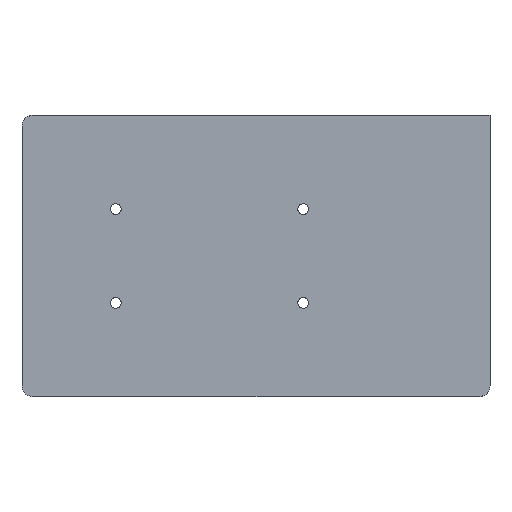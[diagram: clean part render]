
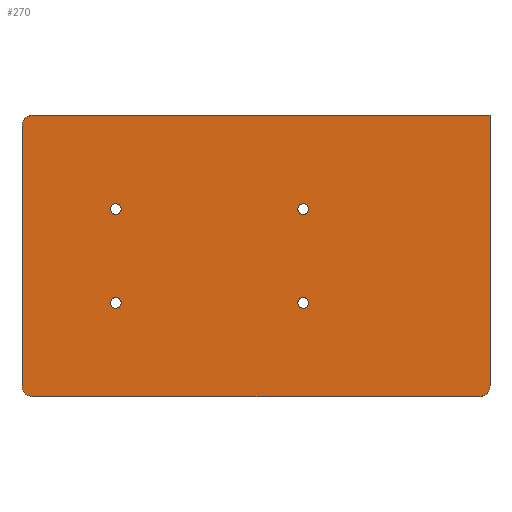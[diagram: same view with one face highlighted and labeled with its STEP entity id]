
A CAD part, top view. The second image highlights one B-rep face of the part: STEP entity #270.
In plain terms, the highlighted planar face has unit normal (0, 0, 1).
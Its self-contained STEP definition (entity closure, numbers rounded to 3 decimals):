
#19=FACE_BOUND('',#59,.T.);
#20=FACE_BOUND('',#60,.T.);
#21=FACE_BOUND('',#61,.T.);
#22=FACE_BOUND('',#62,.T.);
#28=PLANE('',#314);
#41=FACE_OUTER_BOUND('',#58,.T.);
#58=EDGE_LOOP('',(#240,#241,#242,#243,#244,#245,#246));
#59=EDGE_LOOP('',(#247));
#60=EDGE_LOOP('',(#248));
#61=EDGE_LOOP('',(#249));
#62=EDGE_LOOP('',(#250));
#73=LINE('',#450,#92);
#76=LINE('',#458,#95);
#78=LINE('',#462,#97);
#81=LINE('',#469,#100);
#92=VECTOR('',#371,10.);
#95=VECTOR('',#380,10.);
#97=VECTOR('',#384,10.);
#100=VECTOR('',#393,10.);
#101=CIRCLE('',#286,1.1);
#103=CIRCLE('',#289,1.1);
#105=CIRCLE('',#292,1.1);
#107=CIRCLE('',#295,1.1);
#115=CIRCLE('',#305,2.2);
#116=CIRCLE('',#308,2.2);
#117=CIRCLE('',#312,2.2);
#118=VERTEX_POINT('',#398);
#120=VERTEX_POINT('',#404);
#122=VERTEX_POINT('',#410);
#124=VERTEX_POINT('',#416);
#136=VERTEX_POINT('',#443);
#137=VERTEX_POINT('',#444);
#138=VERTEX_POINT('',#449);
#139=VERTEX_POINT('',#453);
#140=VERTEX_POINT('',#457);
#141=VERTEX_POINT('',#461);
#142=VERTEX_POINT('',#465);
#143=EDGE_CURVE('',#118,#118,#101,.T.);
#146=EDGE_CURVE('',#120,#120,#103,.T.);
#149=EDGE_CURVE('',#122,#122,#105,.T.);
#152=EDGE_CURVE('',#124,#124,#107,.T.);
#165=EDGE_CURVE('',#136,#137,#115,.T.);
#168=EDGE_CURVE('',#137,#138,#73,.T.);
#170=EDGE_CURVE('',#138,#139,#116,.T.);
#172=EDGE_CURVE('',#139,#140,#76,.T.);
#174=EDGE_CURVE('',#141,#136,#78,.T.);
#176=EDGE_CURVE('',#142,#141,#117,.T.);
#178=EDGE_CURVE('',#140,#142,#81,.T.);
#240=ORIENTED_EDGE('',*,*,#172,.F.);
#241=ORIENTED_EDGE('',*,*,#170,.F.);
#242=ORIENTED_EDGE('',*,*,#168,.F.);
#243=ORIENTED_EDGE('',*,*,#165,.F.);
#244=ORIENTED_EDGE('',*,*,#174,.F.);
#245=ORIENTED_EDGE('',*,*,#176,.F.);
#246=ORIENTED_EDGE('',*,*,#178,.F.);
#247=ORIENTED_EDGE('',*,*,#143,.T.);
#248=ORIENTED_EDGE('',*,*,#146,.T.);
#249=ORIENTED_EDGE('',*,*,#149,.T.);
#250=ORIENTED_EDGE('',*,*,#152,.T.);
#270=ADVANCED_FACE('',(#41,#19,#20,#21,#22),#28,.F.);
#286=AXIS2_PLACEMENT_3D('',#399,#319,#320);
#289=AXIS2_PLACEMENT_3D('',#405,#326,#327);
#292=AXIS2_PLACEMENT_3D('',#411,#333,#334);
#295=AXIS2_PLACEMENT_3D('',#417,#340,#341);
#305=AXIS2_PLACEMENT_3D('',#445,#365,#366);
#308=AXIS2_PLACEMENT_3D('',#454,#375,#376);
#312=AXIS2_PLACEMENT_3D('',#466,#388,#389);
#314=AXIS2_PLACEMENT_3D('',#470,#394,#395);
#319=DIRECTION('center_axis',(0.,0.,-1.));
#320=DIRECTION('ref_axis',(1.,0.,0.));
#326=DIRECTION('center_axis',(0.,0.,-1.));
#327=DIRECTION('ref_axis',(1.,0.,0.));
#333=DIRECTION('center_axis',(0.,0.,-1.));
#334=DIRECTION('ref_axis',(1.,0.,0.));
#340=DIRECTION('center_axis',(0.,0.,-1.));
#341=DIRECTION('ref_axis',(1.,0.,0.));
#365=DIRECTION('center_axis',(0.,0.,-1.));
#366=DIRECTION('ref_axis',(-1.,0.,0.));
#371=DIRECTION('',(0.,1.,0.));
#375=DIRECTION('center_axis',(0.,0.,-1.));
#376=DIRECTION('ref_axis',(0.,1.,0.));
#380=DIRECTION('',(1.,0.,0.));
#384=DIRECTION('',(-1.,0.,0.));
#388=DIRECTION('center_axis',(0.,0.,-1.));
#389=DIRECTION('ref_axis',(0.,-1.,0.));
#393=DIRECTION('',(0.,-1.,0.));
#394=DIRECTION('center_axis',(0.,0.,-1.));
#395=DIRECTION('ref_axis',(1.,0.,0.));
#398=CARTESIAN_POINT('',(88.065,-44.775,-2.4));
#399=CARTESIAN_POINT('Origin',(89.165,-44.775,-2.4));
#404=CARTESIAN_POINT('',(126.165,-44.775,-2.4));
#405=CARTESIAN_POINT('Origin',(127.265,-44.775,-2.4));
#410=CARTESIAN_POINT('',(126.165,-63.825,-2.4));
#411=CARTESIAN_POINT('Origin',(127.265,-63.825,-2.4));
#416=CARTESIAN_POINT('',(88.065,-63.825,-2.4));
#417=CARTESIAN_POINT('Origin',(89.165,-63.825,-2.4));
#443=CARTESIAN_POINT('',(72.315,-82.875,-2.4));
#444=CARTESIAN_POINT('',(70.115,-80.675,-2.4));
#445=CARTESIAN_POINT('Origin',(72.315,-80.675,-2.4));
#449=CARTESIAN_POINT('',(70.115,-27.925,-2.4));
#450=CARTESIAN_POINT('',(70.115,-67.01,-2.4));
#453=CARTESIAN_POINT('',(72.315,-25.725,-2.4));
#454=CARTESIAN_POINT('Origin',(72.315,-27.925,-2.4));
#457=CARTESIAN_POINT('',(165.205,-25.725,-2.4));
#458=CARTESIAN_POINT('',(95.912,-25.725,-2.4));
#461=CARTESIAN_POINT('',(163.005,-82.875,-2.4));
#462=CARTESIAN_POINT('',(141.257,-82.875,-2.4));
#465=CARTESIAN_POINT('',(165.205,-80.675,-2.4));
#466=CARTESIAN_POINT('Origin',(163.005,-80.675,-2.4));
#469=CARTESIAN_POINT('',(165.205,-39.535,-2.4));
#470=CARTESIAN_POINT('Origin',(117.66,-54.3,-2.4));
